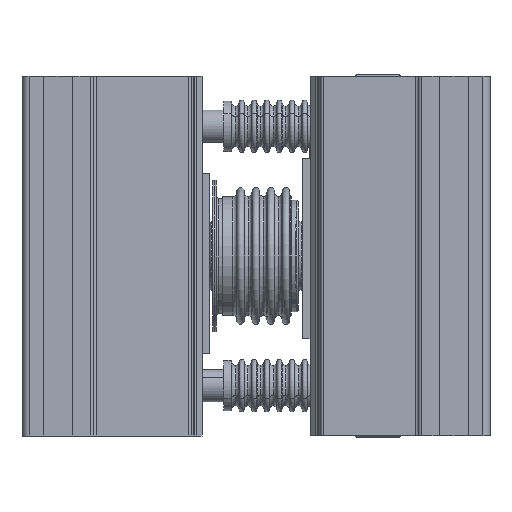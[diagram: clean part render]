
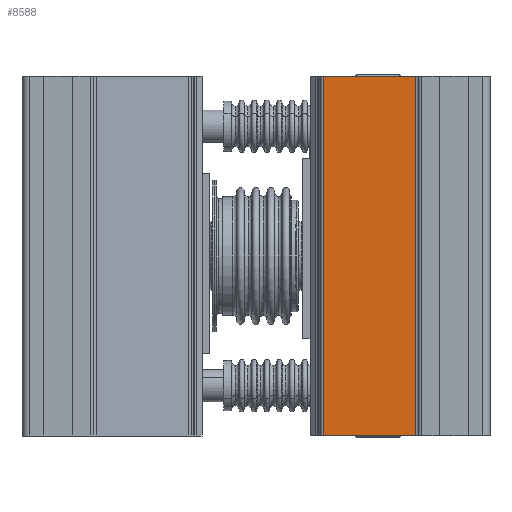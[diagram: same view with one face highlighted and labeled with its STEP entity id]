
A CAD part, left-side view. The second image highlights one B-rep face of the part: STEP entity #8588.
In plain terms, the highlighted planar face has unit normal (-1, 0.032, 0).
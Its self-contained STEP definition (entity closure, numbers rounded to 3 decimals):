
#1023 = DIRECTION ( 'NONE',  ( 0.032, 0.999, 0. ) ) ;
#1512 = VECTOR ( 'NONE', #35077, 1000. ) ;
#1558 = VERTEX_POINT ( 'NONE', #7209 ) ;
#7209 = CARTESIAN_POINT ( 'NONE',  ( -48.15, -3.65, -50. ) ) ;
#8561 = CARTESIAN_POINT ( 'NONE',  ( -48.15, -3.65, 50. ) ) ;
#8588 = ADVANCED_FACE ( 'NONE', ( #17935 ), #26726, .F. ) ;
#8651 = VERTEX_POINT ( 'NONE', #21153 ) ;
#9495 = VECTOR ( 'NONE', #31920, 1000. ) ;
#10178 = DIRECTION ( 'NONE',  ( -0.032, -0.999, 0. ) ) ;
#11349 = DIRECTION ( 'NONE',  ( 0., 0., -1. ) ) ;
#13275 = ORIENTED_EDGE ( 'NONE', *, *, #34113, .T. ) ;
#14012 = ORIENTED_EDGE ( 'NONE', *, *, #23496, .T. ) ;
#15050 = AXIS2_PLACEMENT_3D ( 'NONE', #35970, #21537, #1023 ) ;
#15786 = VERTEX_POINT ( 'NONE', #18830 ) ;
#15928 = CARTESIAN_POINT ( 'NONE',  ( -48.15, -3.65, 50. ) ) ;
#17935 = FACE_OUTER_BOUND ( 'NONE', #32591, .T. ) ;
#18830 = CARTESIAN_POINT ( 'NONE',  ( -48.15, -3.65, 50. ) ) ;
#20545 = CARTESIAN_POINT ( 'NONE',  ( -48.977, -29.287, 50. ) ) ;
#21153 = CARTESIAN_POINT ( 'NONE',  ( -48.977, -29.287, 50. ) ) ;
#21537 = DIRECTION ( 'NONE',  ( 0.999, -0.032, 0. ) ) ;
#23496 = EDGE_CURVE ( 'NONE', #1558, #31261, #34269, .T. ) ;
#23564 = CARTESIAN_POINT ( 'NONE',  ( -48.15, -3.65, -50. ) ) ;
#24562 = VECTOR ( 'NONE', #11349, 1000. ) ;
#24698 = VECTOR ( 'NONE', #10178, 1000. ) ;
#26726 = PLANE ( 'NONE',  #15050 ) ;
#27668 = ORIENTED_EDGE ( 'NONE', *, *, #30396, .F. ) ;
#28596 = LINE ( 'NONE', #20545, #9495 ) ;
#28657 = CARTESIAN_POINT ( 'NONE',  ( -48.977, -29.287, -50. ) ) ;
#30396 = EDGE_CURVE ( 'NONE', #15786, #8651, #35133, .T. ) ;
#31261 = VERTEX_POINT ( 'NONE', #28657 ) ;
#31920 = DIRECTION ( 'NONE',  ( 0., 0., -1. ) ) ;
#32591 = EDGE_LOOP ( 'NONE', ( #14012, #32933, #27668, #13275 ) ) ;
#32933 = ORIENTED_EDGE ( 'NONE', *, *, #34164, .F. ) ;
#34113 = EDGE_CURVE ( 'NONE', #15786, #1558, #35888, .T. ) ;
#34164 = EDGE_CURVE ( 'NONE', #8651, #31261, #28596, .T. ) ;
#34269 = LINE ( 'NONE', #23564, #1512 ) ;
#35077 = DIRECTION ( 'NONE',  ( -0.032, -0.999, 0. ) ) ;
#35133 = LINE ( 'NONE', #15928, #24698 ) ;
#35888 = LINE ( 'NONE', #8561, #24562 ) ;
#35970 = CARTESIAN_POINT ( 'NONE',  ( -48.15, -3.65, 50. ) ) ;
